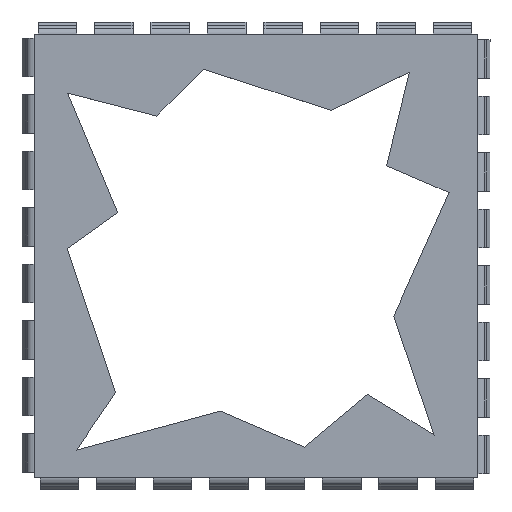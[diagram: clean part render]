
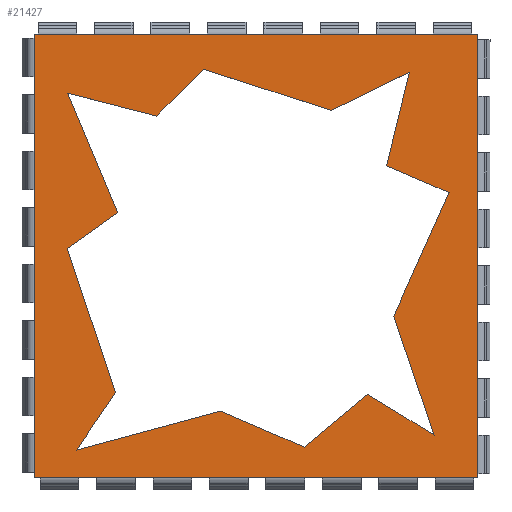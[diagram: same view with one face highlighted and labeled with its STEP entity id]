
A CAD part, top view. The second image highlights one B-rep face of the part: STEP entity #21427.
In plain terms, the highlighted planar face has unit normal (0, 0, 1).
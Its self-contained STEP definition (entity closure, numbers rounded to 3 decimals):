
#20793=CARTESIAN_POINT('',(-20.984,-22.688,16.0));
#20794=VERTEX_POINT('',#20793);
#20801=CARTESIAN_POINT('',(-4.131,-18.127,16.0));
#20802=VERTEX_POINT('',#20801);
#20803=CARTESIAN_POINT('',(-4.131,-18.127,16.0));
#20804=DIRECTION('',(-0.965,-0.261,0.0));
#20805=VECTOR('',#20804,17.459);
#20806=LINE('',#20803,#20805);
#20807=EDGE_CURVE('',#20802,#20794,#20806,.T.);
#20832=CARTESIAN_POINT('',(5.619,-22.329,16.0));
#20833=VERTEX_POINT('',#20832);
#20834=CARTESIAN_POINT('',(5.619,-22.329,16.0));
#20835=DIRECTION('',(-0.918,0.396,0.0));
#20836=VECTOR('',#20835,10.618);
#20837=LINE('',#20834,#20836);
#20838=EDGE_CURVE('',#20833,#20802,#20837,.T.);
#20863=CARTESIAN_POINT('',(13.02,-16.164,16.0));
#20864=VERTEX_POINT('',#20863);
#20865=CARTESIAN_POINT('',(13.02,-16.164,16.0));
#20866=DIRECTION('',(-0.768,-0.64,0.0));
#20867=VECTOR('',#20866,9.632);
#20868=LINE('',#20865,#20867);
#20869=EDGE_CURVE('',#20864,#20833,#20868,.T.);
#20894=CARTESIAN_POINT('',(20.831,-20.932,16.0));
#20895=VERTEX_POINT('',#20894);
#20896=CARTESIAN_POINT('',(20.831,-20.932,16.0));
#20897=DIRECTION('',(-0.854,0.521,0.0));
#20898=VECTOR('',#20897,9.151);
#20899=LINE('',#20896,#20898);
#20900=EDGE_CURVE('',#20895,#20864,#20899,.T.);
#20925=CARTESIAN_POINT('',(16.091,-7.024,16.0));
#20926=VERTEX_POINT('',#20925);
#20927=CARTESIAN_POINT('',(16.091,-7.024,16.0));
#20928=DIRECTION('',(0.323,-0.947,0.0));
#20929=VECTOR('',#20928,14.693);
#20930=LINE('',#20927,#20929);
#20931=EDGE_CURVE('',#20926,#20895,#20930,.T.);
#20956=CARTESIAN_POINT('',(22.556,7.393,16.0));
#20957=VERTEX_POINT('',#20956);
#20958=CARTESIAN_POINT('',(22.556,7.393,16.0));
#20959=DIRECTION('',(-0.409,-0.912,0.0));
#20960=VECTOR('',#20959,15.8);
#20961=LINE('',#20958,#20960);
#20962=EDGE_CURVE('',#20957,#20926,#20961,.T.);
#20987=CARTESIAN_POINT('',(15.262,10.541,16.0));
#20988=VERTEX_POINT('',#20987);
#20989=CARTESIAN_POINT('',(15.262,10.541,16.0));
#20990=DIRECTION('',(0.918,-0.396,0.0));
#20991=VECTOR('',#20990,7.944);
#20992=LINE('',#20989,#20991);
#20993=EDGE_CURVE('',#20988,#20957,#20992,.T.);
#21018=CARTESIAN_POINT('',(17.914,21.478,16.0));
#21019=VERTEX_POINT('',#21018);
#21020=CARTESIAN_POINT('',(17.914,21.478,16.0));
#21021=DIRECTION('',(-0.236,-0.972,0.0));
#21022=VECTOR('',#21021,11.254);
#21023=LINE('',#21020,#21022);
#21024=EDGE_CURVE('',#21019,#20988,#21023,.T.);
#21049=CARTESIAN_POINT('',(8.798,17.004,16.0));
#21050=VERTEX_POINT('',#21049);
#21051=CARTESIAN_POINT('',(8.798,17.004,16.0));
#21052=DIRECTION('',(0.898,0.441,0.0));
#21053=VECTOR('',#21052,10.155);
#21054=LINE('',#21051,#21053);
#21055=EDGE_CURVE('',#21050,#21019,#21054,.T.);
#21080=CARTESIAN_POINT('',(-6.12,21.809,16.0));
#21081=VERTEX_POINT('',#21080);
#21082=CARTESIAN_POINT('',(-6.12,21.809,16.0));
#21083=DIRECTION('',(0.952,-0.307,0.0));
#21084=VECTOR('',#21083,15.673);
#21085=LINE('',#21082,#21084);
#21086=EDGE_CURVE('',#21081,#21050,#21085,.T.);
#21111=CARTESIAN_POINT('',(-11.59,16.341,16.0));
#21112=VERTEX_POINT('',#21111);
#21113=CARTESIAN_POINT('',(-11.59,16.341,16.0));
#21114=DIRECTION('',(0.707,0.707,0.0));
#21115=VECTOR('',#21114,7.735);
#21116=LINE('',#21113,#21115);
#21117=EDGE_CURVE('',#21112,#21081,#21116,.T.);
#21142=CARTESIAN_POINT('',(-21.995,19.029,16.0));
#21143=VERTEX_POINT('',#21142);
#21144=CARTESIAN_POINT('',(-21.995,19.029,16.0));
#21145=DIRECTION('',(0.968,-0.25,0.0));
#21146=VECTOR('',#21145,10.747);
#21147=LINE('',#21144,#21146);
#21148=EDGE_CURVE('',#21143,#21112,#21147,.T.);
#21173=CARTESIAN_POINT('',(-16.157,5.055,16.0));
#21174=VERTEX_POINT('',#21173);
#21175=CARTESIAN_POINT('',(-16.157,5.055,16.0));
#21176=DIRECTION('',(-0.385,0.923,0.0));
#21177=VECTOR('',#21176,15.144);
#21178=LINE('',#21175,#21177);
#21179=EDGE_CURVE('',#21174,#21143,#21178,.T.);
#21204=CARTESIAN_POINT('',(-22.077,0.863,16.0));
#21205=VERTEX_POINT('',#21204);
#21206=CARTESIAN_POINT('',(-22.077,0.863,16.0));
#21207=DIRECTION('',(0.816,0.578,0.0));
#21208=VECTOR('',#21207,7.254);
#21209=LINE('',#21206,#21208);
#21210=EDGE_CURVE('',#21205,#21174,#21209,.T.);
#21235=CARTESIAN_POINT('',(-16.397,-15.972,16.0));
#21236=VERTEX_POINT('',#21235);
#21237=CARTESIAN_POINT('',(-16.397,-15.972,16.0));
#21238=DIRECTION('',(-0.32,0.948,0.0));
#21239=VECTOR('',#21238,17.768);
#21240=LINE('',#21237,#21239);
#21241=EDGE_CURVE('',#21236,#21205,#21240,.T.);
#21264=CARTESIAN_POINT('',(-20.984,-22.688,16.0));
#21265=DIRECTION('',(0.564,0.826,0.0));
#21266=VECTOR('',#21265,8.132);
#21267=LINE('',#21264,#21266);
#21268=EDGE_CURVE('',#20794,#21236,#21267,.T.);
#21279=CARTESIAN_POINT('',(-25.917,-25.893,16.0));
#21280=VERTEX_POINT('',#21279);
#21281=CARTESIAN_POINT('',(-25.917,25.893,16.0));
#21282=VERTEX_POINT('',#21281);
#21283=CARTESIAN_POINT('',(-25.917,-25.893,16.0));
#21284=DIRECTION('',(0.0,1.0,0.0));
#21285=VECTOR('',#21284,51.787);
#21286=LINE('',#21283,#21285);
#21287=EDGE_CURVE('',#21280,#21282,#21286,.T.);
#21319=CARTESIAN_POINT('',(25.917,25.893,16.0));
#21320=VERTEX_POINT('',#21319);
#21321=CARTESIAN_POINT('',(-25.917,25.893,16.0));
#21322=DIRECTION('',(1.0,0.0,0.0));
#21323=VECTOR('',#21322,51.834);
#21324=LINE('',#21321,#21323);
#21325=EDGE_CURVE('',#21282,#21320,#21324,.T.);
#21350=CARTESIAN_POINT('',(25.917,-25.893,16.0));
#21351=VERTEX_POINT('',#21350);
#21352=CARTESIAN_POINT('',(25.917,25.893,16.0));
#21353=DIRECTION('',(0.0,-1.0,0.0));
#21354=VECTOR('',#21353,51.787);
#21355=LINE('',#21352,#21354);
#21356=EDGE_CURVE('',#21320,#21351,#21355,.T.);
#21381=CARTESIAN_POINT('',(25.917,-25.893,16.0));
#21382=DIRECTION('',(-1.0,0.0,0.0));
#21383=VECTOR('',#21382,51.834);
#21384=LINE('',#21381,#21383);
#21385=EDGE_CURVE('',#21351,#21280,#21384,.T.);
#21398=CARTESIAN_POINT('',(0.0,0.,16.0));
#21399=DIRECTION('',(0.0,0.0,1.0));
#21400=DIRECTION('',(1.0,0.0,0.0));
#21401=AXIS2_PLACEMENT_3D('',#21398,#21399,#21400);
#21402=PLANE('',#21401);
#21403=ORIENTED_EDGE('',*,*,#21287,.F.);
#21404=ORIENTED_EDGE('',*,*,#21385,.F.);
#21405=ORIENTED_EDGE('',*,*,#21356,.F.);
#21406=ORIENTED_EDGE('',*,*,#21325,.F.);
#21407=EDGE_LOOP('',(#21403,#21404,#21405,#21406));
#21408=FACE_OUTER_BOUND('',#21407,.T.);
#21409=ORIENTED_EDGE('',*,*,#20807,.T.);
#21410=ORIENTED_EDGE('',*,*,#21268,.T.);
#21411=ORIENTED_EDGE('',*,*,#21241,.T.);
#21412=ORIENTED_EDGE('',*,*,#21210,.T.);
#21413=ORIENTED_EDGE('',*,*,#21179,.T.);
#21414=ORIENTED_EDGE('',*,*,#21148,.T.);
#21415=ORIENTED_EDGE('',*,*,#21117,.T.);
#21416=ORIENTED_EDGE('',*,*,#21086,.T.);
#21417=ORIENTED_EDGE('',*,*,#21055,.T.);
#21418=ORIENTED_EDGE('',*,*,#21024,.T.);
#21419=ORIENTED_EDGE('',*,*,#20993,.T.);
#21420=ORIENTED_EDGE('',*,*,#20962,.T.);
#21421=ORIENTED_EDGE('',*,*,#20931,.T.);
#21422=ORIENTED_EDGE('',*,*,#20900,.T.);
#21423=ORIENTED_EDGE('',*,*,#20869,.T.);
#21424=ORIENTED_EDGE('',*,*,#20838,.T.);
#21425=EDGE_LOOP('',(#21409,#21410,#21411,#21412,#21413,#21414,#21415,#21416,#21417,#21418,#21419,#21420,#21421,#21422,#21423,#21424));
#21426=FACE_BOUND('',#21425,.T.);
#21427=ADVANCED_FACE('',(#21408,#21426),#21402,.T.);
